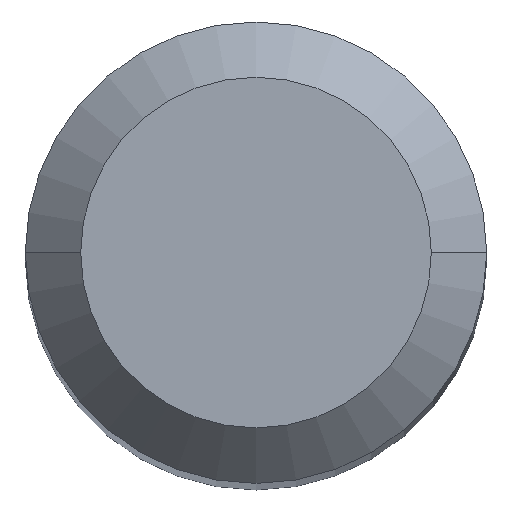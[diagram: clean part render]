
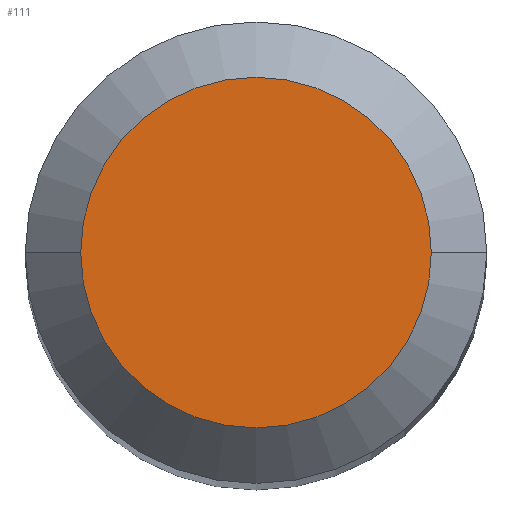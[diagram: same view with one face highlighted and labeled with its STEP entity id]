
A CAD part, top view. The second image highlights one B-rep face of the part: STEP entity #111.
In plain terms, the highlighted planar face has unit normal (0, 0, 1).
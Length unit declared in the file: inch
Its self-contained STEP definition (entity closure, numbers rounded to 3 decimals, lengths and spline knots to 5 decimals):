
#4 = EDGE_CURVE ( 'NONE', #263, #162, #279, .T. ) ;
#8 = AXIS2_PLACEMENT_3D ( 'NONE', #225, #288, #63 ) ;
#11 = CARTESIAN_POINT ( 'NONE',  ( 0., 0., 1.5 ) ) ;
#17 = DIRECTION ( 'NONE',  ( 1., 0., 0. ) ) ;
#57 = EDGE_CURVE ( 'NONE', #162, #263, #178, .T. ) ;
#61 = DIRECTION ( 'NONE',  ( 1., 0., 0. ) ) ;
#63 = DIRECTION ( 'NONE',  ( 1., 0., 0. ) ) ;
#83 = DIRECTION ( 'NONE',  ( 0., 0., 1. ) ) ;
#111 = ADVANCED_FACE ( 'NONE', ( #147 ), #266, .T. ) ;
#116 = ORIENTED_EDGE ( 'NONE', *, *, #57, .T. ) ;
#137 = ORIENTED_EDGE ( 'NONE', *, *, #4, .T. ) ;
#147 = FACE_OUTER_BOUND ( 'NONE', #283, .T. ) ;
#162 = VERTEX_POINT ( 'NONE', #294 ) ;
#178 = CIRCLE ( 'NONE', #8, 0.0475 ) ;
#193 = DIRECTION ( 'NONE',  ( 0., 0., 1. ) ) ;
#206 = CARTESIAN_POINT ( 'NONE',  ( 0.0475, 0., 1.5 ) ) ;
#225 = CARTESIAN_POINT ( 'NONE',  ( 0., 0., 1.5 ) ) ;
#244 = CARTESIAN_POINT ( 'NONE',  ( 0., 0., 1.5 ) ) ;
#263 = VERTEX_POINT ( 'NONE', #206 ) ;
#266 = PLANE ( 'NONE',  #297 ) ;
#279 = CIRCLE ( 'NONE', #281, 0.0475 ) ;
#281 = AXIS2_PLACEMENT_3D ( 'NONE', #11, #193, #61 ) ;
#283 = EDGE_LOOP ( 'NONE', ( #116, #137 ) ) ;
#288 = DIRECTION ( 'NONE',  ( 0., 0., 1. ) ) ;
#294 = CARTESIAN_POINT ( 'NONE',  ( -0.0475, 0., 1.5 ) ) ;
#297 = AXIS2_PLACEMENT_3D ( 'NONE', #244, #83, #17 ) ;
